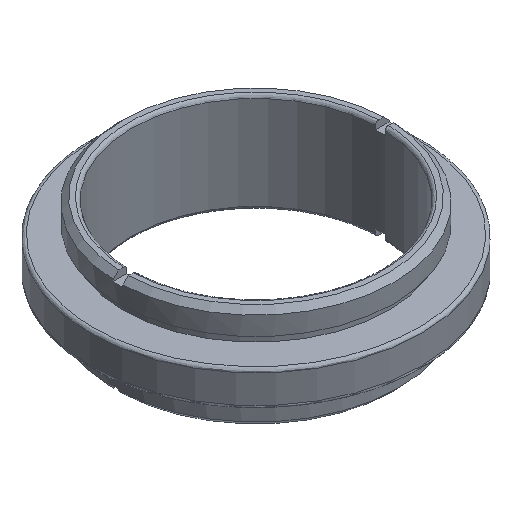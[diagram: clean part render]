
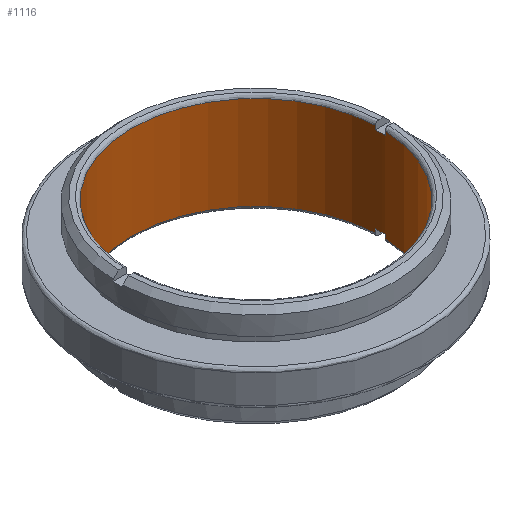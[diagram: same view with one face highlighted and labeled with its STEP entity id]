
A CAD part, isometric view. The second image highlights one B-rep face of the part: STEP entity #1116.
In plain terms, the highlighted cylindrical face has radius 11.45 mm (diameter 22.9 mm), a full revolution.
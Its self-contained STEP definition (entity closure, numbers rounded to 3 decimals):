
#9 = AXIS2_PLACEMENT_3D ( 'NONE', #992, #978, #1384 ) ;
#10 = AXIS2_PLACEMENT_3D ( 'NONE', #1602, #681, #1068 ) ;
#27 = EDGE_LOOP ( 'NONE', ( #688, #1510, #1590, #949, #776, #786, #584, #1528 ) ) ;
#31 = CARTESIAN_POINT ( 'NONE',  ( 11.441, 0.45, 8.55 ) ) ;
#33 = DIRECTION ( 'NONE',  ( 0., 0., -1. ) ) ;
#42 = DIRECTION ( 'NONE',  ( 0., 0., -1. ) ) ;
#50 = CARTESIAN_POINT ( 'NONE',  ( -11.441, 0.45, 0.65 ) ) ;
#68 = DIRECTION ( 'NONE',  ( -1., 0., 0. ) ) ;
#102 = EDGE_CURVE ( 'NONE', #528, #1591, #1028, .T. ) ;
#104 = CARTESIAN_POINT ( 'NONE',  ( 0., 0., 8.9 ) ) ;
#154 = CARTESIAN_POINT ( 'NONE',  ( -11.441, 0.45, 8.9 ) ) ;
#164 = DIRECTION ( 'NONE',  ( -1., 0., 0. ) ) ;
#170 = AXIS2_PLACEMENT_3D ( 'NONE', #899, #42, #271 ) ;
#185 = VERTEX_POINT ( 'NONE', #349 ) ;
#198 = CARTESIAN_POINT ( 'NONE',  ( 11.441, -0.45, 0.65 ) ) ;
#212 = DIRECTION ( 'NONE',  ( 0., 0., -1. ) ) ;
#215 = AXIS2_PLACEMENT_3D ( 'NONE', #428, #301, #420 ) ;
#226 = EDGE_CURVE ( 'NONE', #242, #682, #1511, .T. ) ;
#230 = CIRCLE ( 'NONE', #10, 11.45 ) ;
#240 = ORIENTED_EDGE ( 'NONE', *, *, #795, .T. ) ;
#242 = VERTEX_POINT ( 'NONE', #154 ) ;
#246 = VERTEX_POINT ( 'NONE', #1258 ) ;
#254 = ORIENTED_EDGE ( 'NONE', *, *, #1277, .F. ) ;
#257 = ORIENTED_EDGE ( 'NONE', *, *, #102, .F. ) ;
#266 = ORIENTED_EDGE ( 'NONE', *, *, #513, .T. ) ;
#271 = DIRECTION ( 'NONE',  ( -1., 0., 0. ) ) ;
#273 = VERTEX_POINT ( 'NONE', #652 ) ;
#284 = DIRECTION ( 'NONE',  ( 0., 0., -1. ) ) ;
#294 = DIRECTION ( 'NONE',  ( 0., 0., 1. ) ) ;
#298 = VERTEX_POINT ( 'NONE', #1659 ) ;
#301 = DIRECTION ( 'NONE',  ( 0., 0., -1. ) ) ;
#305 = VERTEX_POINT ( 'NONE', #1040 ) ;
#330 = CARTESIAN_POINT ( 'NONE',  ( 11.441, 0.45, 0.65 ) ) ;
#349 = CARTESIAN_POINT ( 'NONE',  ( 11.441, -0.45, 8.9 ) ) ;
#360 = VECTOR ( 'NONE', #1055, 1000. ) ;
#387 = CARTESIAN_POINT ( 'NONE',  ( 0., 0., 0. ) ) ;
#396 = DIRECTION ( 'NONE',  ( 0., 0., -1. ) ) ;
#404 = CARTESIAN_POINT ( 'NONE',  ( 0., 0., 8.9 ) ) ;
#420 = DIRECTION ( 'NONE',  ( -1., 0., 0. ) ) ;
#428 = CARTESIAN_POINT ( 'NONE',  ( 0., 0., 8.55 ) ) ;
#434 = VECTOR ( 'NONE', #689, 1000. ) ;
#455 = VECTOR ( 'NONE', #1060, 1000. ) ;
#491 = DIRECTION ( 'NONE',  ( 0., 0., 1. ) ) ;
#492 = EDGE_CURVE ( 'NONE', #1217, #246, #1577, .T. ) ;
#503 = VECTOR ( 'NONE', #1178, 1000. ) ;
#512 = CYLINDRICAL_SURFACE ( 'NONE', #1191, 11.45 ) ;
#513 = EDGE_CURVE ( 'NONE', #528, #1418, #954, .T. ) ;
#517 = AXIS2_PLACEMENT_3D ( 'NONE', #1476, #1354, #68 ) ;
#528 = VERTEX_POINT ( 'NONE', #1344 ) ;
#549 = LINE ( 'NONE', #1193, #503 ) ;
#559 = ORIENTED_EDGE ( 'NONE', *, *, #595, .F. ) ;
#584 = ORIENTED_EDGE ( 'NONE', *, *, #1102, .F. ) ;
#593 = CIRCLE ( 'NONE', #1615, 11.45 ) ;
#595 = EDGE_CURVE ( 'NONE', #1459, #1418, #713, .T. ) ;
#608 = DIRECTION ( 'NONE',  ( 0., 0., -1. ) ) ;
#652 = CARTESIAN_POINT ( 'NONE',  ( -11.441, -0.45, 8.55 ) ) ;
#653 = VECTOR ( 'NONE', #212, 1000. ) ;
#666 = CARTESIAN_POINT ( 'NONE',  ( 11.441, 0.45, 0. ) ) ;
#681 = DIRECTION ( 'NONE',  ( 0., 0., 1. ) ) ;
#682 = VERTEX_POINT ( 'NONE', #1396 ) ;
#688 = ORIENTED_EDGE ( 'NONE', *, *, #492, .F. ) ;
#689 = DIRECTION ( 'NONE',  ( 0., 0., -1. ) ) ;
#695 = CARTESIAN_POINT ( 'NONE',  ( -11.441, -0.45, 0.3 ) ) ;
#713 = CIRCLE ( 'NONE', #1571, 11.45 ) ;
#752 = DIRECTION ( 'NONE',  ( -1., 0., 0. ) ) ;
#772 = DIRECTION ( 'NONE',  ( -1., 0., 0. ) ) ;
#776 = ORIENTED_EDGE ( 'NONE', *, *, #859, .F. ) ;
#778 = DIRECTION ( 'NONE',  ( -1., 0., 0. ) ) ;
#786 = ORIENTED_EDGE ( 'NONE', *, *, #1275, .F. ) ;
#788 = FACE_OUTER_BOUND ( 'NONE', #27, .T. ) ;
#793 = CARTESIAN_POINT ( 'NONE',  ( 11.441, -0.45, 0.65 ) ) ;
#795 = EDGE_CURVE ( 'NONE', #1014, #1591, #1457, .T. ) ;
#802 = CARTESIAN_POINT ( 'NONE',  ( 11.441, -0.45, 0. ) ) ;
#814 = EDGE_CURVE ( 'NONE', #246, #185, #933, .T. ) ;
#818 = VERTEX_POINT ( 'NONE', #793 ) ;
#830 = LINE ( 'NONE', #330, #1018 ) ;
#844 = VECTOR ( 'NONE', #294, 1000. ) ;
#859 = EDGE_CURVE ( 'NONE', #273, #1284, #1530, .T. ) ;
#884 = EDGE_CURVE ( 'NONE', #1284, #242, #549, .T. ) ;
#899 = CARTESIAN_POINT ( 'NONE',  ( 0., 0., 8.55 ) ) ;
#924 = CARTESIAN_POINT ( 'NONE',  ( -11.441, -0.45, 0.65 ) ) ;
#933 = LINE ( 'NONE', #802, #360 ) ;
#939 = ORIENTED_EDGE ( 'NONE', *, *, #1356, .T. ) ;
#942 = LINE ( 'NONE', #198, #653 ) ;
#949 = ORIENTED_EDGE ( 'NONE', *, *, #884, .F. ) ;
#954 = LINE ( 'NONE', #50, #1440 ) ;
#962 = CARTESIAN_POINT ( 'NONE',  ( -11.441, -0.45, 0. ) ) ;
#978 = DIRECTION ( 'NONE',  ( 0., 0., 1. ) ) ;
#980 = DIRECTION ( 'NONE',  ( 0., 0., 1. ) ) ;
#992 = CARTESIAN_POINT ( 'NONE',  ( 0., 0., 0.65 ) ) ;
#999 = AXIS2_PLACEMENT_3D ( 'NONE', #404, #396, #778 ) ;
#1014 = VERTEX_POINT ( 'NONE', #695 ) ;
#1018 = VECTOR ( 'NONE', #980, 1000. ) ;
#1020 = EDGE_CURVE ( 'NONE', #1459, #1188, #830, .T. ) ;
#1028 = CIRCLE ( 'NONE', #9, 11.45 ) ;
#1040 = CARTESIAN_POINT ( 'NONE',  ( 11.441, -0.45, 0.3 ) ) ;
#1055 = DIRECTION ( 'NONE',  ( 0., 0., 1. ) ) ;
#1060 = DIRECTION ( 'NONE',  ( 0., 0., -1. ) ) ;
#1068 = DIRECTION ( 'NONE',  ( -1., 0., 0. ) ) ;
#1102 = EDGE_CURVE ( 'NONE', #185, #298, #593, .T. ) ;
#1115 = CARTESIAN_POINT ( 'NONE',  ( -11.441, -0.45, 0.65 ) ) ;
#1116 = ADVANCED_FACE ( 'NONE', ( #1162, #788 ), #512, .F. ) ;
#1139 = EDGE_CURVE ( 'NONE', #682, #1217, #1310, .T. ) ;
#1162 = FACE_OUTER_BOUND ( 'NONE', #1270, .T. ) ;
#1178 = DIRECTION ( 'NONE',  ( 0., 0., 1. ) ) ;
#1188 = VERTEX_POINT ( 'NONE', #1574 ) ;
#1191 = AXIS2_PLACEMENT_3D ( 'NONE', #387, #284, #772 ) ;
#1193 = CARTESIAN_POINT ( 'NONE',  ( -11.441, 0.45, 0. ) ) ;
#1209 = CARTESIAN_POINT ( 'NONE',  ( -11.441, 0.45, 8.55 ) ) ;
#1217 = VERTEX_POINT ( 'NONE', #31 ) ;
#1240 = CARTESIAN_POINT ( 'NONE',  ( -11.441, 0.45, 0.3 ) ) ;
#1254 = CIRCLE ( 'NONE', #517, 11.45 ) ;
#1258 = CARTESIAN_POINT ( 'NONE',  ( 11.441, -0.45, 8.55 ) ) ;
#1270 = EDGE_LOOP ( 'NONE', ( #257, #266, #559, #1348, #254, #939, #1461, #240 ) ) ;
#1275 = EDGE_CURVE ( 'NONE', #298, #273, #1589, .T. ) ;
#1277 = EDGE_CURVE ( 'NONE', #818, #1188, #230, .T. ) ;
#1284 = VERTEX_POINT ( 'NONE', #1209 ) ;
#1288 = CARTESIAN_POINT ( 'NONE',  ( 0., 0., 0.3 ) ) ;
#1310 = LINE ( 'NONE', #666, #455 ) ;
#1344 = CARTESIAN_POINT ( 'NONE',  ( -11.441, 0.45, 0.65 ) ) ;
#1348 = ORIENTED_EDGE ( 'NONE', *, *, #1020, .T. ) ;
#1354 = DIRECTION ( 'NONE',  ( 0., 0., 1. ) ) ;
#1356 = EDGE_CURVE ( 'NONE', #818, #305, #942, .T. ) ;
#1384 = DIRECTION ( 'NONE',  ( -1., 0., 0. ) ) ;
#1396 = CARTESIAN_POINT ( 'NONE',  ( 11.441, 0.45, 8.9 ) ) ;
#1418 = VERTEX_POINT ( 'NONE', #1240 ) ;
#1440 = VECTOR ( 'NONE', #33, 1000. ) ;
#1457 = LINE ( 'NONE', #924, #844 ) ;
#1459 = VERTEX_POINT ( 'NONE', #1596 ) ;
#1461 = ORIENTED_EDGE ( 'NONE', *, *, #1491, .F. ) ;
#1476 = CARTESIAN_POINT ( 'NONE',  ( 0., 0., 0.3 ) ) ;
#1491 = EDGE_CURVE ( 'NONE', #1014, #305, #1254, .T. ) ;
#1510 = ORIENTED_EDGE ( 'NONE', *, *, #1139, .F. ) ;
#1511 = CIRCLE ( 'NONE', #999, 11.45 ) ;
#1528 = ORIENTED_EDGE ( 'NONE', *, *, #814, .F. ) ;
#1530 = CIRCLE ( 'NONE', #170, 11.45 ) ;
#1571 = AXIS2_PLACEMENT_3D ( 'NONE', #1288, #491, #752 ) ;
#1574 = CARTESIAN_POINT ( 'NONE',  ( 11.441, 0.45, 0.65 ) ) ;
#1577 = CIRCLE ( 'NONE', #215, 11.45 ) ;
#1589 = LINE ( 'NONE', #962, #434 ) ;
#1590 = ORIENTED_EDGE ( 'NONE', *, *, #226, .F. ) ;
#1591 = VERTEX_POINT ( 'NONE', #1115 ) ;
#1596 = CARTESIAN_POINT ( 'NONE',  ( 11.441, 0.45, 0.3 ) ) ;
#1602 = CARTESIAN_POINT ( 'NONE',  ( 0., 0., 0.65 ) ) ;
#1615 = AXIS2_PLACEMENT_3D ( 'NONE', #104, #608, #164 ) ;
#1659 = CARTESIAN_POINT ( 'NONE',  ( -11.441, -0.45, 8.9 ) ) ;
